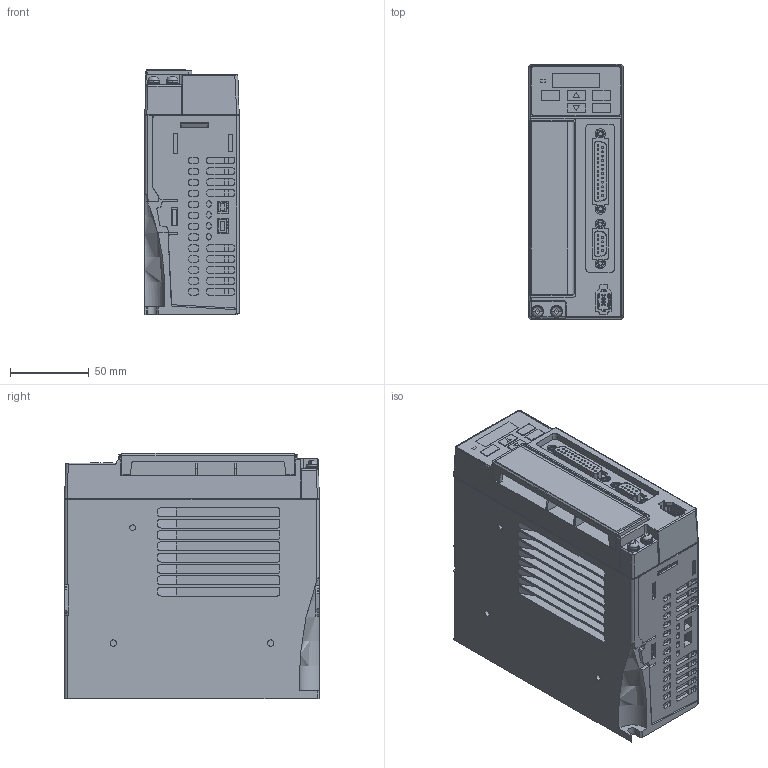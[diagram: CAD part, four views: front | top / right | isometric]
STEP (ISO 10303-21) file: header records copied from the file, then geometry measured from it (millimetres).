
FILE_DESCRIPTION(('HOOPS Exchange Step'),'2;1');
FILE_NAME('export-D51A36F4-D3B8-414F-B8A3-B69A7F24CF84.stp','2019-08-01T18:42:44+02:00',('engineering'),('Alibre'),'HOOPS Exchange 2019.2','Alibre','Unknown authorisation');
FILE_SCHEMA( ('AUTOMOTIVE_DESIGN { 1 0 10303 214 1 1 1 1 }') );
Length unit declared in the file: millimetre
Products named in the file (8): servo_drive_asd-b2-0421-b; servo_drive_asd-b2-0421-b_2; servo_drive_asd-b2-0421-b_3; servo_drive_asd-b2-0421-b_4; servo_drive_asd-b2-0421-b_5; servo_drive_asd-b2-0421-b_6; servo_drive_asd-b2-0421-b_7; 1559 AC Servo Drive 400W ASD-B2-0421-B
Assembly tree (7 placements, depth 2):
  1559 AC Servo Drive 400W ASD-B2-0421-B
    servo_drive_asd-b2-0421-b
    servo_drive_asd-b2-0421-b_2
    servo_drive_asd-b2-0421-b_3
    servo_drive_asd-b2-0421-b_4
    servo_drive_asd-b2-0421-b_5
    servo_drive_asd-b2-0421-b_6
    servo_drive_asd-b2-0421-b_7
Bounding box: 60 x 162.2 x 155.85 mm (x, y, z)
Volume: 1352166 mm3; surface area: 133529.5 mm2
Topology: 7 solids, 7 shells, 2024 faces, 5411 edges, 3550 vertices
Faces by surface type: plane 1225, cylinder 689, cone 80, sphere 24, torus 6
Entity records: 66521 total; most frequent: CARTESIAN_POINT 13436, DIRECTION 10825, ORIENTED_EDGE 10798, EDGE_CURVE 5399, VECTOR 3713, LINE 3713, AXIS2_PLACEMENT_3D 3556, VERTEX_POINT 3550
